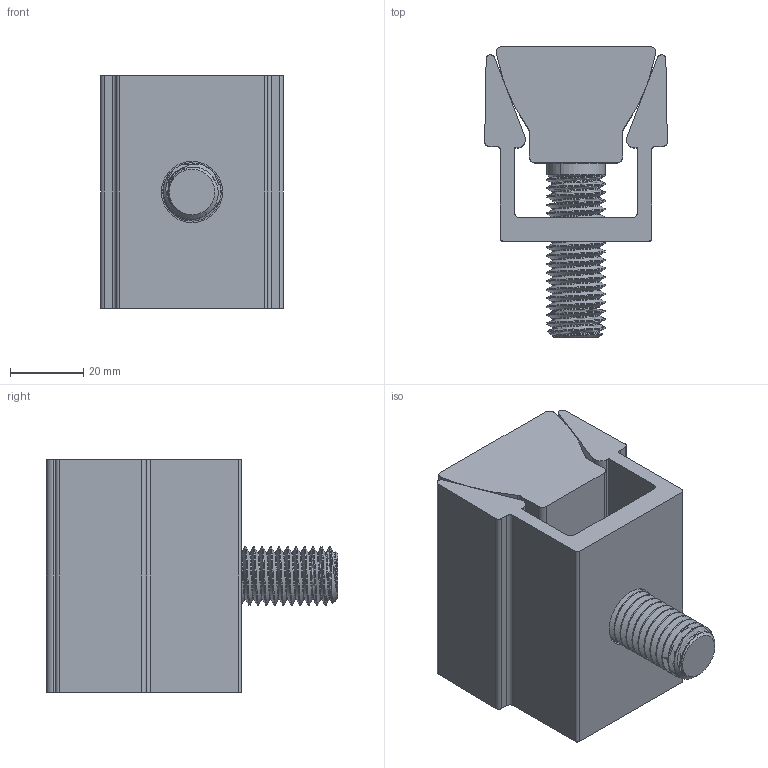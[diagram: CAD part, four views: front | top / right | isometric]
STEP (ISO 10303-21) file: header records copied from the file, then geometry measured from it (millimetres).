
FILE_DESCRIPTION (( 'STEP AP214' ), '1' );
FILE_NAME ('62000.STEP', '2018-12-10T15:23:25', ( 'Mike W' ), ( '' ), 'SwSTEP 2.0', 'SolidWorks 2018', '' );
FILE_SCHEMA (( 'AUTOMOTIVE_DESIGN' ));
Length unit declared in the file: inch
Products named in the file (4): 620001_620001; 60350_60350; 60245_60245; 62000
Assembly tree (3 placements, depth 2):
  62000
    60245_60245
    60350_60350
    620001_620001
Bounding box: 49.81 x 79.38 x 63.5 mm (x, y, z)
Volume: 120159.7 mm3; surface area: 38172.2 mm2
Topology: 3 solids, 3 shells, 164 faces, 445 edges, 290 vertices
Faces by surface type: cylinder 111, plane 35, cone 16, bspline 2
Entity records: 7351 total; most frequent: CARTESIAN_POINT 3448, ORIENTED_EDGE 890, DIRECTION 703, EDGE_CURVE 445, VERTEX_POINT 290, AXIS2_PLACEMENT_3D 256, VECTOR 191, LINE 191
